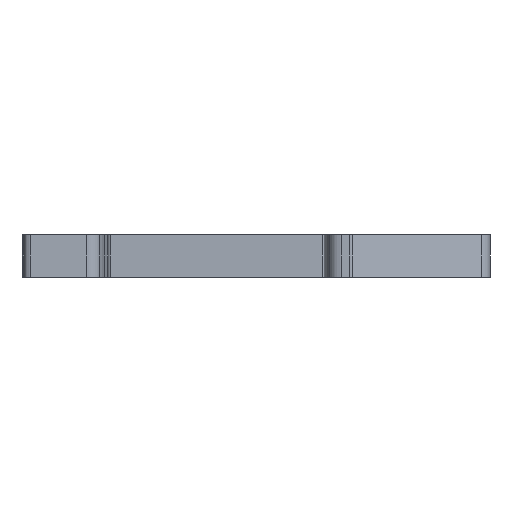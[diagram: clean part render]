
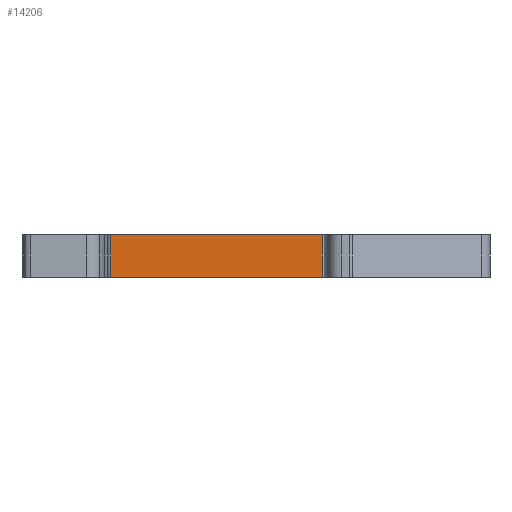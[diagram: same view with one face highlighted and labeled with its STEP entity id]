
A CAD part, front view. The second image highlights one B-rep face of the part: STEP entity #14206.
In plain terms, the highlighted planar face has unit normal (0, -1, 0).
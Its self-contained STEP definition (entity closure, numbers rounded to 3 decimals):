
#3402=DIRECTION('',(0.,0.,-1.));
#3403=VECTOR('',#3402,6.2);
#3404=CARTESIAN_POINT('',(20.7,0.,3.1));
#3405=LINE('',#3404,#3403);
#3406=DIRECTION('',(1.,0.,0.));
#3407=VECTOR('',#3406,30.895);
#3408=CARTESIAN_POINT('',(-10.195,0.,-3.1));
#3409=LINE('',#3408,#3407);
#3410=DIRECTION('',(-1.,0.,0.));
#3411=VECTOR('',#3410,30.895);
#3412=CARTESIAN_POINT('',(20.7,0.,3.1));
#3413=LINE('',#3412,#3411);
#3418=DIRECTION('',(0.,0.,-1.));
#3419=VECTOR('',#3418,6.2);
#3420=CARTESIAN_POINT('',(-10.195,0.,3.1));
#3421=LINE('',#3420,#3419);
#8370=CARTESIAN_POINT('',(20.7,0.,-3.1));
#8371=VERTEX_POINT('',#8370);
#8372=CARTESIAN_POINT('',(-10.195,0.,-3.1));
#8373=VERTEX_POINT('',#8372);
#8762=CARTESIAN_POINT('',(20.7,0.,3.1));
#8763=VERTEX_POINT('',#8762);
#8764=CARTESIAN_POINT('',(-10.195,0.,3.1));
#8765=VERTEX_POINT('',#8764);
#14194=CARTESIAN_POINT('',(5.252,0.,0.));
#14195=DIRECTION('',(0.,1.,0.));
#14196=DIRECTION('',(1.,0.,0.));
#14197=AXIS2_PLACEMENT_3D('',#14194,#14195,#14196);
#14198=PLANE('',#14197);
#14199=ORIENTED_EDGE('',*,*,#10218,.F.);
#14201=ORIENTED_EDGE('',*,*,#14200,.F.);
#14202=ORIENTED_EDGE('',*,*,#10858,.F.);
#14203=ORIENTED_EDGE('',*,*,#14187,.T.);
#14204=EDGE_LOOP('',(#14199,#14201,#14202,#14203));
#14205=FACE_OUTER_BOUND('',#14204,.F.);
#14206=ADVANCED_FACE('',(#14205),#14198,.F.);
#10218=EDGE_CURVE('',#8373,#8371,#3409,.T.);
#10858=EDGE_CURVE('',#8763,#8765,#3413,.T.);
#14187=EDGE_CURVE('',#8763,#8371,#3405,.T.);
#14200=EDGE_CURVE('',#8765,#8373,#3421,.T.);
